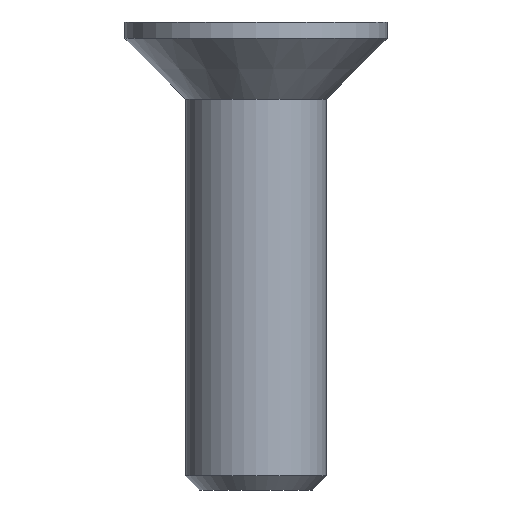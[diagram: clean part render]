
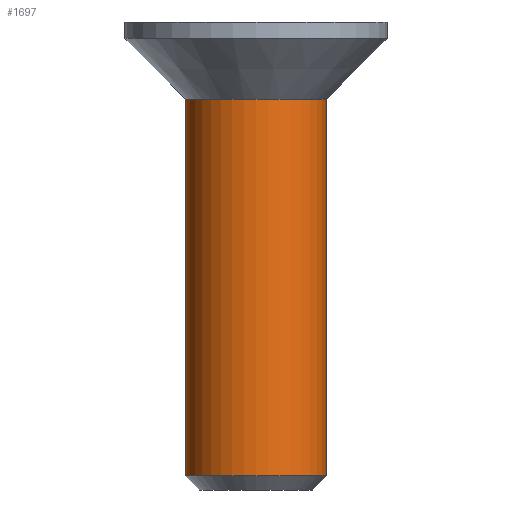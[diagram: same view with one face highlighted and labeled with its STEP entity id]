
A CAD part, front view. The second image highlights one B-rep face of the part: STEP entity #1697.
In plain terms, the highlighted cylindrical face has radius 1.5 mm (diameter 3 mm), a full revolution.
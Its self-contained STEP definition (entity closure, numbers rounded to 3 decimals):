
#656 = CONICAL_SURFACE('',#657,2.8,0.785);
#657 = AXIS2_PLACEMENT_3D('',#658,#659,#660);
#658 = CARTESIAN_POINT('',(0.,0.,1.3));
#659 = DIRECTION('',(0.,0.,1.));
#660 = DIRECTION('',(1.,0.,0.));
#1636 = VERTEX_POINT('',#1637);
#1637 = CARTESIAN_POINT('',(1.5,0.,0.));
#1658 = EDGE_CURVE('',#1636,#1636,#1659,.T.);
#1659 = SURFACE_CURVE('',#1660,(#1665,#1672),.PCURVE_S1.);
#1660 = CIRCLE('',#1661,1.5);
#1661 = AXIS2_PLACEMENT_3D('',#1662,#1663,#1664);
#1662 = CARTESIAN_POINT('',(0.,0.,0.));
#1663 = DIRECTION('',(0.,0.,1.));
#1664 = DIRECTION('',(1.,0.,0.));
#1665 = PCURVE('',#656,#1666);
#1666 = DEFINITIONAL_REPRESENTATION('',(#1667),#1671);
#1667 = LINE('',#1668,#1669);
#1668 = CARTESIAN_POINT('',(0.,-1.3));
#1669 = VECTOR('',#1670,1.);
#1670 = DIRECTION('',(1.,-0.));
#1671 = ( GEOMETRIC_REPRESENTATION_CONTEXT(2) 
PARAMETRIC_REPRESENTATION_CONTEXT() REPRESENTATION_CONTEXT('2D SPACE',''
  ) );
#1672 = PCURVE('',#1673,#1678);
#1673 = CYLINDRICAL_SURFACE('',#1674,1.5);
#1674 = AXIS2_PLACEMENT_3D('',#1675,#1676,#1677);
#1675 = CARTESIAN_POINT('',(0.,0.,-8.05));
#1676 = DIRECTION('',(0.,0.,1.));
#1677 = DIRECTION('',(1.,0.,0.));
#1678 = DEFINITIONAL_REPRESENTATION('',(#1679),#1683);
#1679 = LINE('',#1680,#1681);
#1680 = CARTESIAN_POINT('',(0.,8.05));
#1681 = VECTOR('',#1682,1.);
#1682 = DIRECTION('',(1.,0.));
#1683 = ( GEOMETRIC_REPRESENTATION_CONTEXT(2) 
PARAMETRIC_REPRESENTATION_CONTEXT() REPRESENTATION_CONTEXT('2D SPACE',''
  ) );
#1697 = ADVANCED_FACE('',(#1698),#1673,.T.);
#1698 = FACE_BOUND('',#1699,.T.);
#1699 = EDGE_LOOP('',(#1700,#1729,#1750,#1751));
#1700 = ORIENTED_EDGE('',*,*,#1701,.T.);
#1701 = EDGE_CURVE('',#1702,#1702,#1704,.T.);
#1702 = VERTEX_POINT('',#1703);
#1703 = CARTESIAN_POINT('',(1.5,0.,-8.05));
#1704 = SURFACE_CURVE('',#1705,(#1710,#1717),.PCURVE_S1.);
#1705 = CIRCLE('',#1706,1.5);
#1706 = AXIS2_PLACEMENT_3D('',#1707,#1708,#1709);
#1707 = CARTESIAN_POINT('',(0.,0.,-8.05));
#1708 = DIRECTION('',(-0.,0.,1.));
#1709 = DIRECTION('',(1.,0.,0.));
#1710 = PCURVE('',#1673,#1711);
#1711 = DEFINITIONAL_REPRESENTATION('',(#1712),#1716);
#1712 = LINE('',#1713,#1714);
#1713 = CARTESIAN_POINT('',(0.,0.));
#1714 = VECTOR('',#1715,1.);
#1715 = DIRECTION('',(1.,0.));
#1716 = ( GEOMETRIC_REPRESENTATION_CONTEXT(2) 
PARAMETRIC_REPRESENTATION_CONTEXT() REPRESENTATION_CONTEXT('2D SPACE',''
  ) );
#1717 = PCURVE('',#1718,#1723);
#1718 = CONICAL_SURFACE('',#1719,1.2,0.785);
#1719 = AXIS2_PLACEMENT_3D('',#1720,#1721,#1722);
#1720 = CARTESIAN_POINT('',(0.,0.,-8.35));
#1721 = DIRECTION('',(0.,0.,1.));
#1722 = DIRECTION('',(1.,0.,0.));
#1723 = DEFINITIONAL_REPRESENTATION('',(#1724),#1728);
#1724 = LINE('',#1725,#1726);
#1725 = CARTESIAN_POINT('',(0.,0.3));
#1726 = VECTOR('',#1727,1.);
#1727 = DIRECTION('',(1.,0.));
#1728 = ( GEOMETRIC_REPRESENTATION_CONTEXT(2) 
PARAMETRIC_REPRESENTATION_CONTEXT() REPRESENTATION_CONTEXT('2D SPACE',''
  ) );
#1729 = ORIENTED_EDGE('',*,*,#1730,.T.);
#1730 = EDGE_CURVE('',#1702,#1636,#1731,.T.);
#1731 = SEAM_CURVE('',#1732,(#1736,#1743),.PCURVE_S1.);
#1732 = LINE('',#1733,#1734);
#1733 = CARTESIAN_POINT('',(1.5,0.,-8.05));
#1734 = VECTOR('',#1735,1.);
#1735 = DIRECTION('',(0.,0.,1.));
#1736 = PCURVE('',#1673,#1737);
#1737 = DEFINITIONAL_REPRESENTATION('',(#1738),#1742);
#1738 = LINE('',#1739,#1740);
#1739 = CARTESIAN_POINT('',(0.,0.));
#1740 = VECTOR('',#1741,1.);
#1741 = DIRECTION('',(0.,1.));
#1742 = ( GEOMETRIC_REPRESENTATION_CONTEXT(2) 
PARAMETRIC_REPRESENTATION_CONTEXT() REPRESENTATION_CONTEXT('2D SPACE',''
  ) );
#1743 = PCURVE('',#1673,#1744);
#1744 = DEFINITIONAL_REPRESENTATION('',(#1745),#1749);
#1745 = LINE('',#1746,#1747);
#1746 = CARTESIAN_POINT('',(6.283,0.));
#1747 = VECTOR('',#1748,1.);
#1748 = DIRECTION('',(0.,1.));
#1749 = ( GEOMETRIC_REPRESENTATION_CONTEXT(2) 
PARAMETRIC_REPRESENTATION_CONTEXT() REPRESENTATION_CONTEXT('2D SPACE',''
  ) );
#1750 = ORIENTED_EDGE('',*,*,#1658,.F.);
#1751 = ORIENTED_EDGE('',*,*,#1730,.F.);
